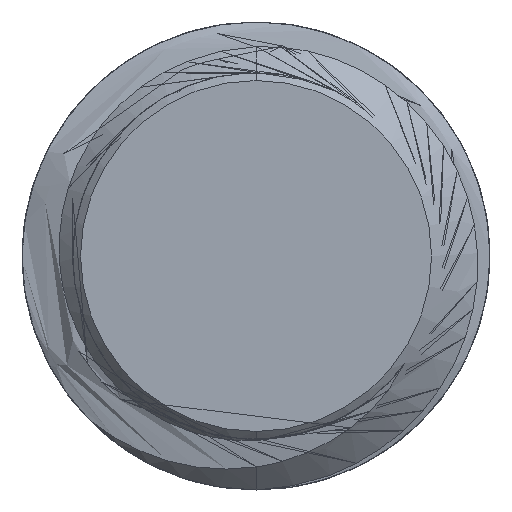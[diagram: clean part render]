
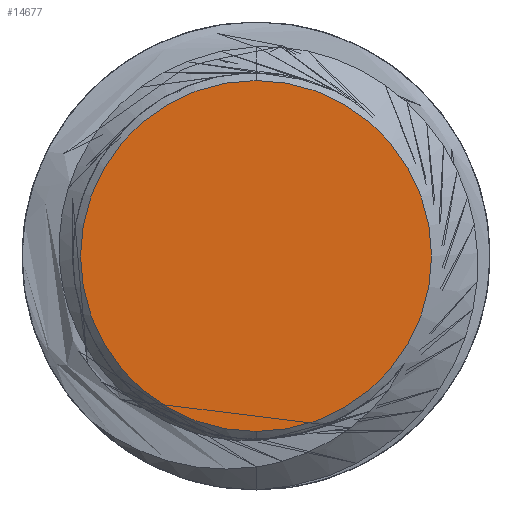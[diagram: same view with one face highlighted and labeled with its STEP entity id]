
A CAD part, left-side view. The second image highlights one B-rep face of the part: STEP entity #14677.
In plain terms, the highlighted planar face has unit normal (-1, 0, 0).
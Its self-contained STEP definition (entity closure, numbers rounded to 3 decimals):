
#362 = ORIENTED_EDGE ( 'NONE', *, *, #4496, .T. ) ;
#365 = ORIENTED_EDGE ( 'NONE', *, *, #3678, .T. ) ;
#638 = EDGE_LOOP ( 'NONE', ( #365, #362 ) ) ;
#3678 = EDGE_CURVE ( 'NONE', #13774, #13773, #15546, .T. ) ;
#4496 = EDGE_CURVE ( 'NONE', #13773, #13774, #11437, .T. ) ;
#4575 = AXIS2_PLACEMENT_3D ( 'NONE', #5588, #5587, #5586 ) ;
#5586 = DIRECTION ( 'NONE',  ( 0., 0., -1. ) ) ;
#5587 = DIRECTION ( 'NONE',  ( -1., 0., 0. ) ) ;
#5588 = CARTESIAN_POINT ( 'NONE',  ( -37.5, 0., 0. ) ) ;
#10061 = DIRECTION ( 'NONE',  ( 0., 0., -1. ) ) ;
#10063 = DIRECTION ( 'NONE',  ( -1., 0., 0. ) ) ;
#10065 = CARTESIAN_POINT ( 'NONE',  ( -37.5, 0., 0. ) ) ;
#11437 = CIRCLE ( 'NONE', #11522, 1.125 ) ;
#11522 = AXIS2_PLACEMENT_3D ( 'NONE', #10065, #10063, #10061 ) ;
#13773 = VERTEX_POINT ( 'NONE', #23420 ) ;
#13774 = VERTEX_POINT ( 'NONE', #22959 ) ;
#14292 = FACE_OUTER_BOUND ( 'NONE', #638, .T. ) ;
#14677 = ADVANCED_FACE ( 'NONE', ( #14292 ), #25449, .F. ) ;
#15546 = CIRCLE ( 'NONE', #4575, 1.125 ) ;
#19003 = AXIS2_PLACEMENT_3D ( 'NONE', #25445, #25452, #25453 ) ;
#22959 = CARTESIAN_POINT ( 'NONE',  ( -37.5, 0., -1.125 ) ) ;
#23420 = CARTESIAN_POINT ( 'NONE',  ( -37.5, 0., 1.125 ) ) ;
#25445 = CARTESIAN_POINT ( 'NONE',  ( -37.5, 0., 0. ) ) ;
#25449 = PLANE ( 'NONE',  #19003 ) ;
#25452 = DIRECTION ( 'NONE',  ( 1., 0., 0. ) ) ;
#25453 = DIRECTION ( 'NONE',  ( 0., 0., -1. ) ) ;
